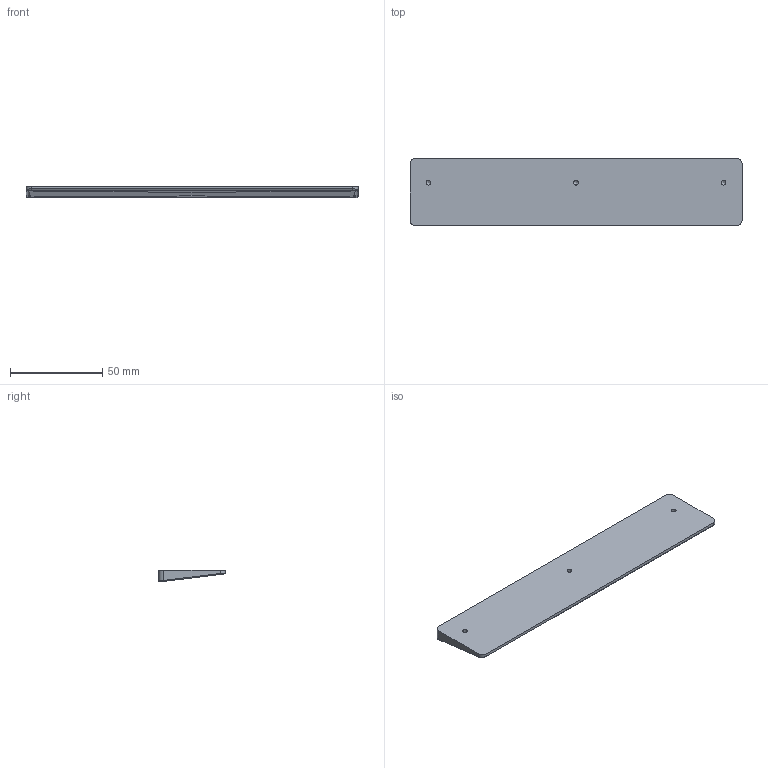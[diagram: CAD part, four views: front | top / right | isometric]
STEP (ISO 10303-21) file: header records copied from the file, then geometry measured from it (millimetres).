
FILE_DESCRIPTION(/* description */ (''),/* implementation_level */ '2;1');
FILE_NAME(/* name */ 'Open60 Weight.step',/* time_stamp */ '2022-10-24T10:17:11+03:00',/* author */ (''),/* organization */ (''),/* preprocessor_version */ 'ST-DEVELOPER v19.2',/* originating_system */ 'Autodesk Translation Framework v11.17.0.187',/* authorisation */ '');
FILE_SCHEMA (('AUTOMOTIVE_DESIGN { 1 0 10303 214 3 1 1 }'));
Length unit declared in the file: millimetre
Products named in the file (1): Weight
Bounding box: 179.75 x 36.37 x 6.39 mm (x, y, z)
Volume: 26852.1 mm3; surface area: 15552.2 mm2
Topology: 1 solids, 1 shells, 72 faces, 177 edges, 109 vertices
Faces by surface type: cylinder 27, plane 16, bspline 12, torus 10, sphere 4, cone 3
Full cylindrical faces by diameter (mm): 2.529 x3
Entity records: 2475 total; most frequent: CARTESIAN_POINT 749, DIRECTION 364, ORIENTED_EDGE 344, EDGE_CURVE 172, AXIS2_PLACEMENT_3D 145, VERTEX_POINT 109, EDGE_LOOP 79, CIRCLE 78
